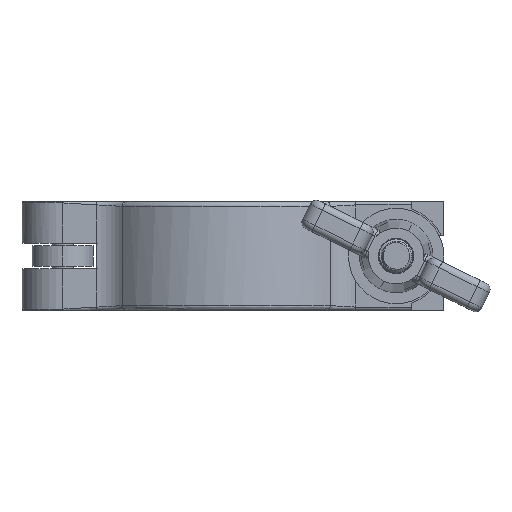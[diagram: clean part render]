
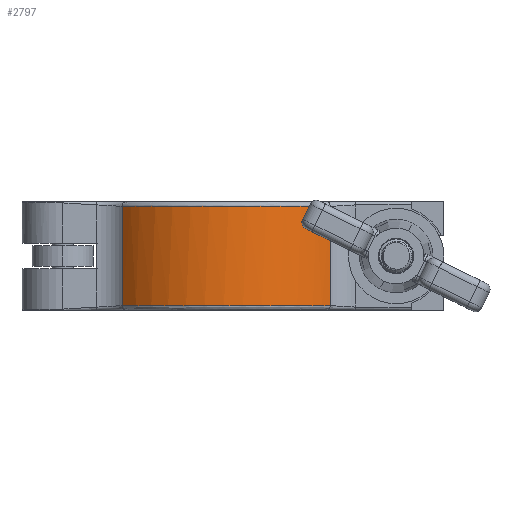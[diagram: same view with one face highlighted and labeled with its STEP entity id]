
A CAD part, front view. The second image highlights one B-rep face of the part: STEP entity #2797.
In plain terms, the highlighted cylindrical face has radius 20.5 mm (diameter 41 mm), a partial arc.
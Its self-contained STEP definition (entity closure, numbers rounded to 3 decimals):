
#2382 = VERTEX_POINT ( 'NONE', #14277 ) ;
#2433 = ORIENTED_EDGE ( 'NONE', *, *, #2473, .T. ) ;
#2473 = EDGE_CURVE ( 'NONE', #5234, #5174, #14505, .T. ) ;
#2476 = ORIENTED_EDGE ( 'NONE', *, *, #5244, .F. ) ;
#2797 = ADVANCED_FACE ( 'NONE', ( #15305 ), #15341, .T. ) ;
#5158 = VERTEX_POINT ( 'NONE', #7413 ) ;
#5160 = EDGE_CURVE ( 'NONE', #5174, #5158, #7414, .T. ) ;
#5174 = VERTEX_POINT ( 'NONE', #7459 ) ;
#5232 = EDGE_LOOP ( 'NONE', ( #5238, #5240, #2476, #2433 ) ) ;
#5234 = VERTEX_POINT ( 'NONE', #7593 ) ;
#5237 = EDGE_CURVE ( 'NONE', #5158, #2382, #7585, .T. ) ;
#5238 = ORIENTED_EDGE ( 'NONE', *, *, #5160, .T. ) ;
#5240 = ORIENTED_EDGE ( 'NONE', *, *, #5237, .T. ) ;
#5244 = EDGE_CURVE ( 'NONE', #5234, #2382, #7599, .T. ) ;
#7413 = CARTESIAN_POINT ( 'NONE',  ( 15.28, 14.267, -7.3 ) ) ;
#7414 = LINE ( 'NONE', #7463, #7462 ) ;
#7459 = CARTESIAN_POINT ( 'NONE',  ( 15.28, 14.267, 7.3 ) ) ;
#7461 = DIRECTION ( 'NONE',  ( 0., 0., -1. ) ) ;
#7462 = VECTOR ( 'NONE', #7461, 1000. ) ;
#7463 = CARTESIAN_POINT ( 'NONE',  ( 15.28, 14.267, 8. ) ) ;
#7585 = B_SPLINE_CURVE_WITH_KNOTS ( 'NONE', 3,
 ( #7637, #7636, #7635, #7634, #7633, #7632, #7631, #7630, #7629, #7628, #7627, #7626, #7625, #7624, #7623, #7622, #7621, #7620 ),
 .UNSPECIFIED., .F., .F.,
 ( 4, 2, 2, 2, 2, 2, 2, 2, 4 ),
 ( 0., 0.125, 0.25, 0.375, 0.5, 0.625, 0.75, 0.875, 1. ),
 .UNSPECIFIED. ) ;
#7593 = CARTESIAN_POINT ( 'NONE',  ( -15.28, 14.267, 7.3 ) ) ;
#7599 = LINE ( 'NONE', #7615, #7660 ) ;
#7614 = DIRECTION ( 'NONE',  ( 0., 0., -1. ) ) ;
#7615 = CARTESIAN_POINT ( 'NONE',  ( -15.28, 14.267, 8. ) ) ;
#7620 = CARTESIAN_POINT ( 'NONE',  ( -15.28, 14.267, -7.3 ) ) ;
#7621 = CARTESIAN_POINT ( 'NONE',  ( -14.322, 15.338, -7.3 ) ) ;
#7622 = CARTESIAN_POINT ( 'NONE',  ( -13.251, 16.307, -7.3 ) ) ;
#7623 = CARTESIAN_POINT ( 'NONE',  ( -10.93, 18.002, -7.3 ) ) ;
#7624 = CARTESIAN_POINT ( 'NONE',  ( -9.681, 18.727, -7.3 ) ) ;
#7625 = CARTESIAN_POINT ( 'NONE',  ( -7.057, 19.9, -7.3 ) ) ;
#7626 = CARTESIAN_POINT ( 'NONE',  ( -5.684, 20.349, -7.3 ) ) ;
#7627 = CARTESIAN_POINT ( 'NONE',  ( -2.874, 20.948, -7.3 ) ) ;
#7628 = CARTESIAN_POINT ( 'NONE',  ( -1.437, 21.1, -7.3 ) ) ;
#7629 = CARTESIAN_POINT ( 'NONE',  ( 1.437, 21.1, -7.3 ) ) ;
#7630 = CARTESIAN_POINT ( 'NONE',  ( 2.874, 20.948, -7.3 ) ) ;
#7631 = CARTESIAN_POINT ( 'NONE',  ( 5.684, 20.349, -7.3 ) ) ;
#7632 = CARTESIAN_POINT ( 'NONE',  ( 7.057, 19.9, -7.3 ) ) ;
#7633 = CARTESIAN_POINT ( 'NONE',  ( 9.681, 18.727, -7.3 ) ) ;
#7634 = CARTESIAN_POINT ( 'NONE',  ( 10.93, 18.002, -7.3 ) ) ;
#7635 = CARTESIAN_POINT ( 'NONE',  ( 13.251, 16.307, -7.3 ) ) ;
#7636 = CARTESIAN_POINT ( 'NONE',  ( 14.322, 15.338, -7.3 ) ) ;
#7637 = CARTESIAN_POINT ( 'NONE',  ( 15.28, 14.267, -7.3 ) ) ;
#7660 = VECTOR ( 'NONE', #7614, 1000. ) ;
#14277 = CARTESIAN_POINT ( 'NONE',  ( -15.28, 14.267, -7.3 ) ) ;
#14487 = CARTESIAN_POINT ( 'NONE',  ( 15.28, 14.267, 7.3 ) ) ;
#14488 = CARTESIAN_POINT ( 'NONE',  ( 14.322, 15.338, 7.3 ) ) ;
#14489 = CARTESIAN_POINT ( 'NONE',  ( 13.251, 16.307, 7.3 ) ) ;
#14490 = CARTESIAN_POINT ( 'NONE',  ( 10.93, 18.002, 7.3 ) ) ;
#14491 = CARTESIAN_POINT ( 'NONE',  ( 9.681, 18.727, 7.3 ) ) ;
#14492 = CARTESIAN_POINT ( 'NONE',  ( 7.057, 19.9, 7.3 ) ) ;
#14493 = CARTESIAN_POINT ( 'NONE',  ( 5.684, 20.349, 7.3 ) ) ;
#14494 = CARTESIAN_POINT ( 'NONE',  ( 2.874, 20.948, 7.3 ) ) ;
#14495 = CARTESIAN_POINT ( 'NONE',  ( 1.437, 21.1, 7.3 ) ) ;
#14496 = CARTESIAN_POINT ( 'NONE',  ( -1.437, 21.1, 7.3 ) ) ;
#14497 = CARTESIAN_POINT ( 'NONE',  ( -2.874, 20.948, 7.3 ) ) ;
#14498 = CARTESIAN_POINT ( 'NONE',  ( -5.684, 20.349, 7.3 ) ) ;
#14499 = CARTESIAN_POINT ( 'NONE',  ( -7.057, 19.9, 7.3 ) ) ;
#14500 = CARTESIAN_POINT ( 'NONE',  ( -9.681, 18.727, 7.3 ) ) ;
#14501 = CARTESIAN_POINT ( 'NONE',  ( -10.93, 18.002, 7.3 ) ) ;
#14502 = CARTESIAN_POINT ( 'NONE',  ( -13.251, 16.307, 7.3 ) ) ;
#14503 = CARTESIAN_POINT ( 'NONE',  ( -14.322, 15.338, 7.3 ) ) ;
#14504 = CARTESIAN_POINT ( 'NONE',  ( -15.28, 14.267, 7.3 ) ) ;
#14505 = B_SPLINE_CURVE_WITH_KNOTS ( 'NONE', 3,
 ( #14504, #14503, #14502, #14501, #14500, #14499, #14498, #14497, #14496, #14495, #14494, #14493, #14492, #14491, #14490, #14489, #14488, #14487 ),
 .UNSPECIFIED., .F., .F.,
 ( 4, 2, 2, 2, 2, 2, 2, 2, 4 ),
 ( 0., 0.125, 0.25, 0.375, 0.5, 0.625, 0.75, 0.875, 1. ),
 .UNSPECIFIED. ) ;
#15305 = FACE_OUTER_BOUND ( 'NONE', #5232, .T. ) ;
#15335 = DIRECTION ( 'NONE',  ( -1., 0., 0. ) ) ;
#15336 = DIRECTION ( 'NONE',  ( 0., 0., -1. ) ) ;
#15339 = CARTESIAN_POINT ( 'NONE',  ( 0., 0.6, 8. ) ) ;
#15340 = AXIS2_PLACEMENT_3D ( 'NONE', #15339, #15336, #15335 ) ;
#15341 = CYLINDRICAL_SURFACE ( 'NONE', #15340, 20.5 ) ;
